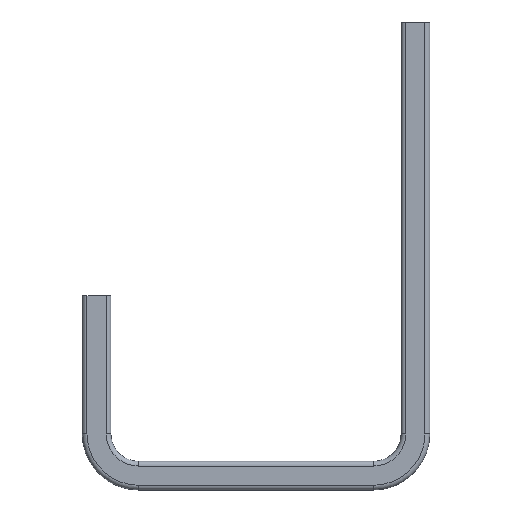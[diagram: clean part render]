
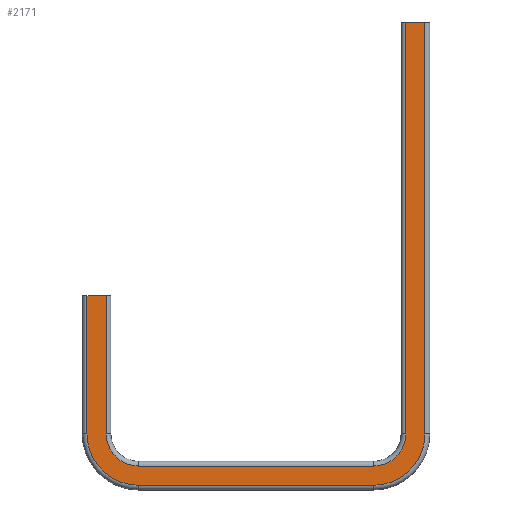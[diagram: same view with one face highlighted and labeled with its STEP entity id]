
A CAD part, left-side view. The second image highlights one B-rep face of the part: STEP entity #2171.
In plain terms, the highlighted planar face has unit normal (-1, 0, 0).
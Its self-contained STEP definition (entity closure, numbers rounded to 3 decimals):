
#162 = CARTESIAN_POINT ( 'NONE',  ( -20.5, 393.059, -101. ) ) ;
#163 = PLANE ( 'NONE',  #4086 ) ;
#167 = DIRECTION ( 'NONE',  ( 1., 0., 0. ) ) ;
#168 = DIRECTION ( 'NONE',  ( 0., -1., 0. ) ) ;
#783 = DIRECTION ( 'NONE',  ( 0., -1., 0. ) ) ;
#784 = CARTESIAN_POINT ( 'NONE',  ( -20.5, 393.059, 200. ) ) ;
#842 = CARTESIAN_POINT ( 'NONE',  ( -20.5, -215.5, -101. ) ) ;
#843 = DIRECTION ( 'NONE',  ( 0., 0., -1. ) ) ;
#847 = DIRECTION ( 'NONE',  ( 0., 1., 0. ) ) ;
#851 = CARTESIAN_POINT ( 'NONE',  ( -20.5, 393.059, -124.5 ) ) ;
#852 = CARTESIAN_POINT ( 'NONE',  ( -20.5, 3.5, 0. ) ) ;
#853 = DIRECTION ( 'NONE',  ( 0., 0., 1. ) ) ;
#854 = CARTESIAN_POINT ( 'NONE',  ( -20.5, -192., -101. ) ) ;
#855 = DIRECTION ( 'NONE',  ( 1., 0., 0. ) ) ;
#856 = DIRECTION ( 'NONE',  ( 0., 1., 0. ) ) ;
#857 = DIRECTION ( 'NONE',  ( 0., -1., 0. ) ) ;
#858 = CARTESIAN_POINT ( 'NONE',  ( -20.5, -20., -101. ) ) ;
#859 = DIRECTION ( 'NONE',  ( 1., 0., 0. ) ) ;
#860 = DIRECTION ( 'NONE',  ( 0., 1., 0. ) ) ;
#861 = CARTESIAN_POINT ( 'NONE',  ( -20.5, -215.509, 0. ) ) ;
#862 = DIRECTION ( 'NONE',  ( 0., 1., 0. ) ) ;
#863 = CARTESIAN_POINT ( 'NONE',  ( -20.5, 17.5, -101. ) ) ;
#864 = CARTESIAN_POINT ( 'NONE',  ( -20.5, -20., -138.5 ) ) ;
#865 = DIRECTION ( 'NONE',  ( 0., 0., 1. ) ) ;
#866 = CARTESIAN_POINT ( 'NONE',  ( -20.5, -229.5, -101. ) ) ;
#867 = DIRECTION ( 'NONE',  ( 0., 0., 1. ) ) ;
#868 = CARTESIAN_POINT ( 'NONE',  ( -20.5, -20., -101. ) ) ;
#869 = DIRECTION ( 'NONE',  ( -1., 0., 0. ) ) ;
#870 = DIRECTION ( 'NONE',  ( 0., 0., 1. ) ) ;
#873 = CARTESIAN_POINT ( 'NONE',  ( -20.5, -192., -101. ) ) ;
#874 = DIRECTION ( 'NONE',  ( -1., 0., 0. ) ) ;
#875 = DIRECTION ( 'NONE',  ( 0., 0., 1. ) ) ;
#1175 = VERTEX_POINT ( 'NONE', #4529 ) ;
#1176 = VERTEX_POINT ( 'NONE', #4530 ) ;
#1179 = VERTEX_POINT ( 'NONE', #4533 ) ;
#1180 = VERTEX_POINT ( 'NONE', #4534 ) ;
#1181 = VERTEX_POINT ( 'NONE', #4535 ) ;
#1182 = VERTEX_POINT ( 'NONE', #4536 ) ;
#1183 = VERTEX_POINT ( 'NONE', #4537 ) ;
#1184 = VERTEX_POINT ( 'NONE', #4538 ) ;
#1186 = VERTEX_POINT ( 'NONE', #4540 ) ;
#1189 = VERTEX_POINT ( 'NONE', #4543 ) ;
#1207 = VERTEX_POINT ( 'NONE', #4561 ) ;
#1246 = VERTEX_POINT ( 'NONE', #4600 ) ;
#1433 = EDGE_CURVE ( 'NONE', #1246, #1189, #4269, .T. ) ;
#1457 = EDGE_CURVE ( 'NONE', #1246, #1186, #4307, .T. ) ;
#1458 = EDGE_CURVE ( 'NONE', #1186, #1184, #4289, .T. ) ;
#1459 = EDGE_CURVE ( 'NONE', #1184, #1183, #4310, .T. ) ;
#1460 = EDGE_CURVE ( 'NONE', #1183, #1182, #4311, .T. ) ;
#1461 = EDGE_CURVE ( 'NONE', #1182, #1180, #4313, .T. ) ;
#1462 = EDGE_CURVE ( 'NONE', #1180, #1181, #4314, .T. ) ;
#1463 = EDGE_CURVE ( 'NONE', #1207, #1181, #4316, .T. ) ;
#1464 = EDGE_CURVE ( 'NONE', #1207, #1179, #4308, .T. ) ;
#1465 = EDGE_CURVE ( 'NONE', #1179, #1175, #4320, .T. ) ;
#1466 = EDGE_CURVE ( 'NONE', #1175, #1176, #4321, .T. ) ;
#1467 = EDGE_CURVE ( 'NONE', #1176, #1189, #4323, .T. ) ;
#1930 = ORIENTED_EDGE ( 'NONE', *, *, #1459, .T. ) ;
#1931 = ORIENTED_EDGE ( 'NONE', *, *, #1460, .T. ) ;
#1960 = ORIENTED_EDGE ( 'NONE', *, *, #1467, .T. ) ;
#1975 = ORIENTED_EDGE ( 'NONE', *, *, #1433, .F. ) ;
#1991 = ORIENTED_EDGE ( 'NONE', *, *, #1457, .T. ) ;
#2007 = ORIENTED_EDGE ( 'NONE', *, *, #1458, .T. ) ;
#2072 = ORIENTED_EDGE ( 'NONE', *, *, #1461, .T. ) ;
#2087 = ORIENTED_EDGE ( 'NONE', *, *, #1462, .T. ) ;
#2103 = ORIENTED_EDGE ( 'NONE', *, *, #1463, .F. ) ;
#2119 = ORIENTED_EDGE ( 'NONE', *, *, #1464, .T. ) ;
#2135 = ORIENTED_EDGE ( 'NONE', *, *, #1465, .T. ) ;
#2151 = ORIENTED_EDGE ( 'NONE', *, *, #1466, .T. ) ;
#2171 = ADVANCED_FACE ( 'NONE', ( #4462 ), #163, .F. ) ;
#2259 = EDGE_LOOP ( 'NONE', ( #1975, #1991, #2007, #1930, #1931, #2072, #2087, #2103, #2119, #2135, #2151, #1960 ) ) ;
#4029 = AXIS2_PLACEMENT_3D ( 'NONE', #854, #855, #856 ) ;
#4030 = AXIS2_PLACEMENT_3D ( 'NONE', #858, #859, #860 ) ;
#4031 = AXIS2_PLACEMENT_3D ( 'NONE', #868, #869, #870 ) ;
#4032 = AXIS2_PLACEMENT_3D ( 'NONE', #873, #874, #875 ) ;
#4086 = AXIS2_PLACEMENT_3D ( 'NONE', #162, #167, #168 ) ;
#4269 = LINE ( 'NONE', #784, #4271 ) ;
#4271 = VECTOR ( 'NONE', #783, 1000. ) ;
#4289 = CIRCLE ( 'NONE', #4029, 23.5 ) ;
#4307 = LINE ( 'NONE', #842, #4309 ) ;
#4308 = CIRCLE ( 'NONE', #4031, 37.5 ) ;
#4309 = VECTOR ( 'NONE', #843, 1000. ) ;
#4310 = LINE ( 'NONE', #851, #4312 ) ;
#4311 = CIRCLE ( 'NONE', #4030, 23.5 ) ;
#4312 = VECTOR ( 'NONE', #847, 1000. ) ;
#4313 = LINE ( 'NONE', #852, #4315 ) ;
#4314 = LINE ( 'NONE', #861, #4317 ) ;
#4315 = VECTOR ( 'NONE', #853, 1000. ) ;
#4316 = LINE ( 'NONE', #863, #4319 ) ;
#4317 = VECTOR ( 'NONE', #862, 1000. ) ;
#4319 = VECTOR ( 'NONE', #865, 1000. ) ;
#4320 = LINE ( 'NONE', #864, #4322 ) ;
#4321 = CIRCLE ( 'NONE', #4032, 37.5 ) ;
#4322 = VECTOR ( 'NONE', #857, 1000. ) ;
#4323 = LINE ( 'NONE', #866, #4325 ) ;
#4325 = VECTOR ( 'NONE', #867, 1000. ) ;
#4462 = FACE_OUTER_BOUND ( 'NONE', #2259, .T. ) ;
#4529 = CARTESIAN_POINT ( 'NONE',  ( -20.5, -192., -138.5 ) ) ;
#4530 = CARTESIAN_POINT ( 'NONE',  ( -20.5, -229.5, -101. ) ) ;
#4533 = CARTESIAN_POINT ( 'NONE',  ( -20.5, -20., -138.5 ) ) ;
#4534 = CARTESIAN_POINT ( 'NONE',  ( -20.5, 3.5, 0. ) ) ;
#4535 = CARTESIAN_POINT ( 'NONE',  ( -20.5, 17.5, 0. ) ) ;
#4536 = CARTESIAN_POINT ( 'NONE',  ( -20.5, 3.5, -101. ) ) ;
#4537 = CARTESIAN_POINT ( 'NONE',  ( -20.5, -20., -124.5 ) ) ;
#4538 = CARTESIAN_POINT ( 'NONE',  ( -20.5, -192., -124.5 ) ) ;
#4540 = CARTESIAN_POINT ( 'NONE',  ( -20.5, -215.5, -101. ) ) ;
#4543 = CARTESIAN_POINT ( 'NONE',  ( -20.5, -229.5, 200. ) ) ;
#4561 = CARTESIAN_POINT ( 'NONE',  ( -20.5, 17.5, -101. ) ) ;
#4600 = CARTESIAN_POINT ( 'NONE',  ( -20.5, -215.5, 200. ) ) ;
